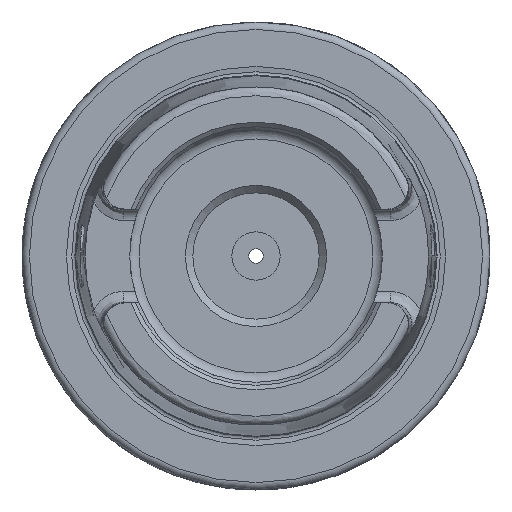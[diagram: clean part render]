
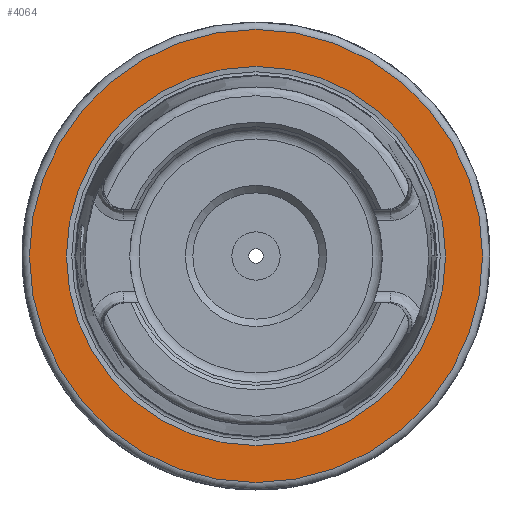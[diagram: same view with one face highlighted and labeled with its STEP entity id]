
A CAD part, left-side view. The second image highlights one B-rep face of the part: STEP entity #4064.
In plain terms, the highlighted planar face has unit normal (-1, 0, 0).
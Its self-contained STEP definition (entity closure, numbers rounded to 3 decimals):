
#120=FACE_BOUND('',#696,.T.);
#194=PLANE('',#4483);
#457=FACE_OUTER_BOUND('',#695,.T.);
#695=EDGE_LOOP('',(#3490,#3491));
#696=EDGE_LOOP('',(#3492,#3493));
#1107=CIRCLE('',#4481,25.521);
#1108=CIRCLE('',#4482,25.521);
#1109=CIRCLE('',#4484,30.5);
#1110=CIRCLE('',#4485,30.5);
#1864=VERTEX_POINT('',#8426);
#1865=VERTEX_POINT('',#8428);
#1866=VERTEX_POINT('',#8432);
#1867=VERTEX_POINT('',#8433);
#2434=EDGE_CURVE('',#1865,#1864,#1107,.T.);
#2435=EDGE_CURVE('',#1864,#1865,#1108,.T.);
#2436=EDGE_CURVE('',#1866,#1867,#1109,.T.);
#2437=EDGE_CURVE('',#1867,#1866,#1110,.T.);
#3490=ORIENTED_EDGE('',*,*,#2436,.F.);
#3491=ORIENTED_EDGE('',*,*,#2437,.F.);
#3492=ORIENTED_EDGE('',*,*,#2434,.T.);
#3493=ORIENTED_EDGE('',*,*,#2435,.T.);
#4064=ADVANCED_FACE('',(#457,#120),#194,.T.);
#4481=AXIS2_PLACEMENT_3D('',#8429,#5415,#5416);
#4482=AXIS2_PLACEMENT_3D('',#8430,#5417,#5418);
#4483=AXIS2_PLACEMENT_3D('',#8431,#5419,#5420);
#4484=AXIS2_PLACEMENT_3D('',#8434,#5421,#5422);
#4485=AXIS2_PLACEMENT_3D('',#8435,#5423,#5424);
#5415=DIRECTION('center_axis',(1.,0.,0.));
#5416=DIRECTION('ref_axis',(0.,0.,-1.));
#5417=DIRECTION('center_axis',(1.,0.,0.));
#5418=DIRECTION('ref_axis',(0.,0.,-1.));
#5419=DIRECTION('center_axis',(-1.,0.,0.));
#5420=DIRECTION('ref_axis',(0.,0.,1.));
#5421=DIRECTION('center_axis',(1.,0.,0.));
#5422=DIRECTION('ref_axis',(0.,0.,-1.));
#5423=DIRECTION('center_axis',(1.,0.,0.));
#5424=DIRECTION('ref_axis',(0.,0.,-1.));
#8426=CARTESIAN_POINT('',(0.,-25.521,0.));
#8428=CARTESIAN_POINT('',(0.,25.521,0.));
#8429=CARTESIAN_POINT('Origin',(0.,0.,
0.));
#8430=CARTESIAN_POINT('Origin',(0.,0.,
0.));
#8431=CARTESIAN_POINT('Origin',(0.,30.5,0.));
#8432=CARTESIAN_POINT('',(0.,30.5,0.));
#8433=CARTESIAN_POINT('',(0.,0.,30.5));
#8434=CARTESIAN_POINT('Origin',(0.,0.,
0.));
#8435=CARTESIAN_POINT('Origin',(0.,0.,
0.));
